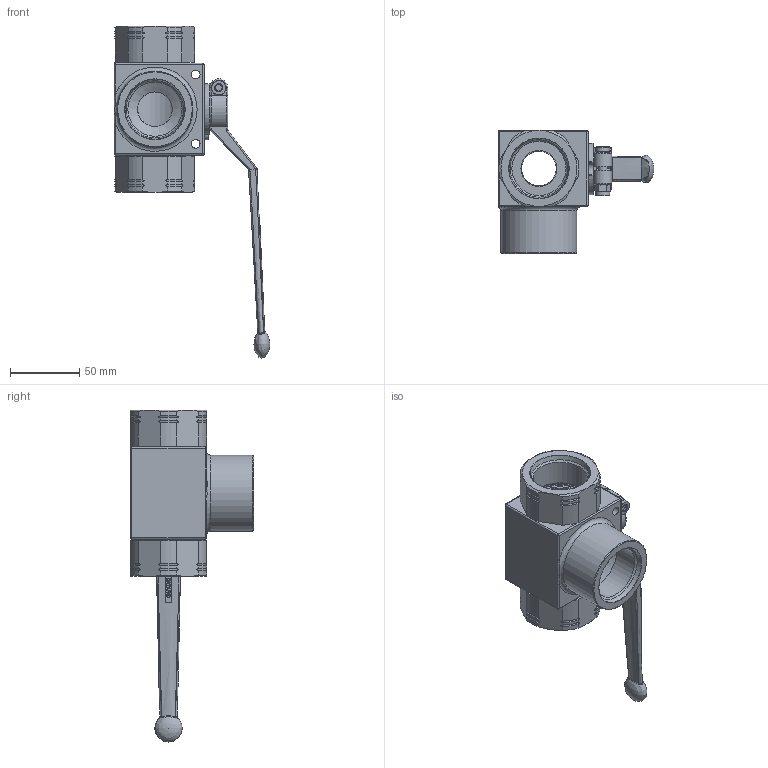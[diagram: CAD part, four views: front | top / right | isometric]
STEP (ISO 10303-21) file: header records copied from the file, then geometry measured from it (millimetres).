
FILE_DESCRIPTION(/* description */ (''),/* implementation_level */ '2;1');
FILE_NAME(/* name */ 'GE3EEE5_____F10.stp',/* time_stamp */ '2020-02-13T08:56:57+01:00',/* author */ ('francesca.patelli'),/* organization */ (''),/* preprocessor_version */ 'ST-DEVELOPER v18',/* originating_system */ 'Autodesk Inventor 2020',/* authorisation */ '');
FILE_SCHEMA (('AUTOMOTIVE_DESIGN { 1 0 10303 214 3 1 1 }'));
Length unit declared in the file: millimetre
Products named in the file (1): Parte1
Bounding box: 112.6 x 89 x 240.2 mm (x, y, z)
Volume: 299695 mm3; surface area: 77286.8 mm2
Topology: 2 solids, 5 shells, 482 faces, 1249 edges, 805 vertices
Faces by surface type: plane 184, cylinder 119, bspline 58, torus 54, cone 53, sphere 14
Full cylindrical faces by diameter (mm): 2 x1, 4.917 x1, 6 x1, 6.25 x2, 6.5 x2, 8 x2, 10 x2, 20 x1, 25 x4, 39.2 x3, 41.2 x2, 43.376 x3, 46 x2, 50.7 x2, 51.7 x2, 55 x1
Entity records: 17210 total; most frequent: CARTESIAN_POINT 5131, ORIENTED_EDGE 2492, DIRECTION 2300, EDGE_CURVE 1246, AXIS2_PLACEMENT_3D 859, VERTEX_POINT 805, LINE 582, VECTOR 582
